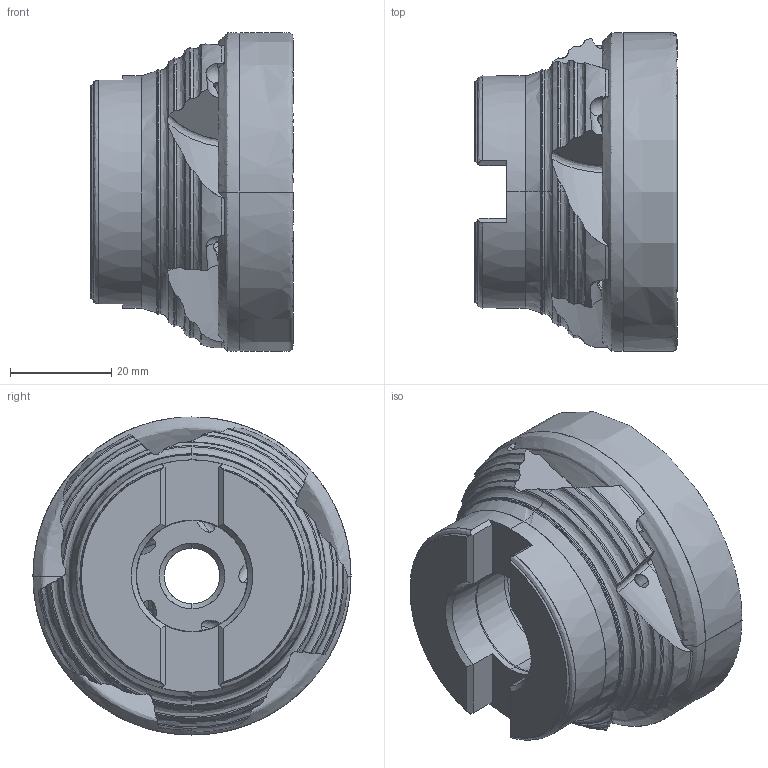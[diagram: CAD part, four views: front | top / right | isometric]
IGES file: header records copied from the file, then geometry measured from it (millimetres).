
Start section: SolidWorks IGES file using analytic representation for surfaces
Global section: file name: 90PP_063_723_5.IGS; native system: SolidWorks 2016; preprocessor: SolidWorks 2016; author: phk; date: 160720.143212; units: millimetre
Bounding box: 40 x 62.96 x 62.96 mm (x, y, z)
Surface area: 18561.8 mm2 (no closed solid volume)
Topology: 0 solids, 0 shells, 410 faces, 6665 edges, 6641 vertices
Faces by surface type: bspline 206, revolution 204
